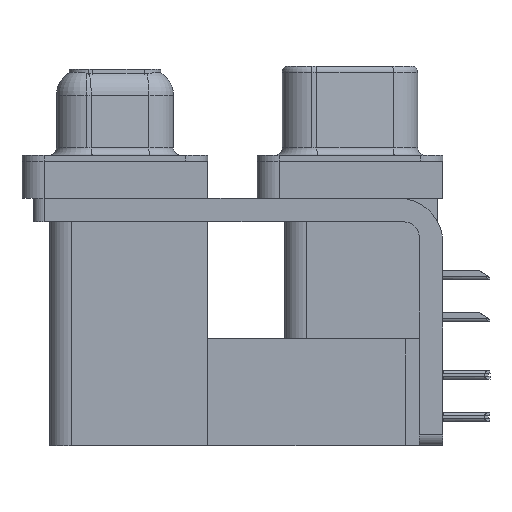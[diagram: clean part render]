
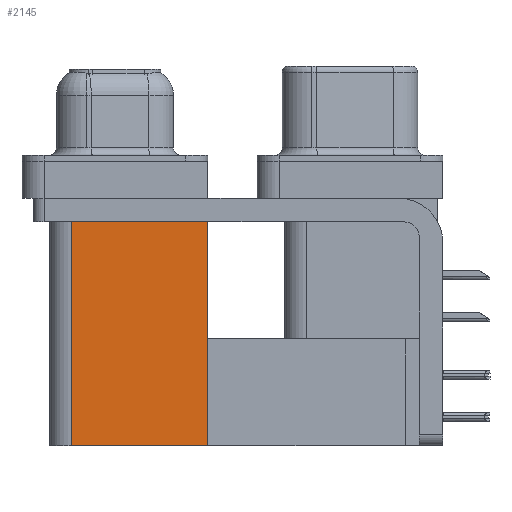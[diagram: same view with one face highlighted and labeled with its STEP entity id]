
A CAD part, left-side view. The second image highlights one B-rep face of the part: STEP entity #2145.
In plain terms, the highlighted planar face has unit normal (-1, 0, 0).
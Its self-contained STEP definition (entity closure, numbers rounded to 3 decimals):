
#1245 = CARTESIAN_POINT ( 'NONE',  ( 3.765, 9.6, -19.2 ) ) ;
#1286 = ORIENTED_EDGE ( 'NONE', *, *, #33072, .F. ) ;
#2145 = ADVANCED_FACE ( 'NONE', ( #11886 ), #2313, .F. ) ;
#2313 = PLANE ( 'NONE',  #24943 ) ;
#4735 = LINE ( 'NONE', #39017, #41744 ) ;
#5426 = CARTESIAN_POINT ( 'NONE',  ( 3.765, 9.6, -19.2 ) ) ;
#6455 = ORIENTED_EDGE ( 'NONE', *, *, #25114, .T. ) ;
#7963 = VECTOR ( 'NONE', #20309, 1000. ) ;
#8117 = DIRECTION ( 'NONE',  ( 0., 0., -1. ) ) ;
#8959 = DIRECTION ( 'NONE',  ( 0., 1., 0. ) ) ;
#10070 = CARTESIAN_POINT ( 'NONE',  ( 3.765, 9.6, -2.5 ) ) ;
#10229 = VERTEX_POINT ( 'NONE', #10928 ) ;
#10269 = VECTOR ( 'NONE', #11927, 1000. ) ;
#10928 = CARTESIAN_POINT ( 'NONE',  ( 3.765, 9.6, -2.5 ) ) ;
#11886 = FACE_OUTER_BOUND ( 'NONE', #41495, .T. ) ;
#11927 = DIRECTION ( 'NONE',  ( 0., 0., 1. ) ) ;
#12984 = VERTEX_POINT ( 'NONE', #26096 ) ;
#13904 = VERTEX_POINT ( 'NONE', #40271 ) ;
#14821 = LINE ( 'NONE', #17938, #10269 ) ;
#15214 = ORIENTED_EDGE ( 'NONE', *, *, #20049, .F. ) ;
#17938 = CARTESIAN_POINT ( 'NONE',  ( 3.765, 18.8, -19.2 ) ) ;
#20049 = EDGE_CURVE ( 'NONE', #13904, #24692, #14821, .T. ) ;
#20309 = DIRECTION ( 'NONE',  ( 0., 1., 0. ) ) ;
#20883 = LINE ( 'NONE', #1245, #41829 ) ;
#24662 = DIRECTION ( 'NONE',  ( 0., 0., 1. ) ) ;
#24692 = VERTEX_POINT ( 'NONE', #35591 ) ;
#24943 = AXIS2_PLACEMENT_3D ( 'NONE', #5426, #25478, #8117 ) ;
#25114 = EDGE_CURVE ( 'NONE', #12984, #10229, #20883, .T. ) ;
#25478 = DIRECTION ( 'NONE',  ( 1., 0., 0. ) ) ;
#26096 = CARTESIAN_POINT ( 'NONE',  ( 3.765, 9.6, -19.2 ) ) ;
#33072 = EDGE_CURVE ( 'NONE', #12984, #13904, #4735, .T. ) ;
#35591 = CARTESIAN_POINT ( 'NONE',  ( 3.765, 18.8, -2.5 ) ) ;
#36319 = ORIENTED_EDGE ( 'NONE', *, *, #41963, .T. ) ;
#36793 = LINE ( 'NONE', #10070, #7963 ) ;
#39017 = CARTESIAN_POINT ( 'NONE',  ( 3.765, 9.6, -19.2 ) ) ;
#40271 = CARTESIAN_POINT ( 'NONE',  ( 3.765, 18.8, -19.2 ) ) ;
#41495 = EDGE_LOOP ( 'NONE', ( #36319, #15214, #1286, #6455 ) ) ;
#41744 = VECTOR ( 'NONE', #8959, 1000. ) ;
#41829 = VECTOR ( 'NONE', #24662, 1000. ) ;
#41963 = EDGE_CURVE ( 'NONE', #10229, #24692, #36793, .T. ) ;
